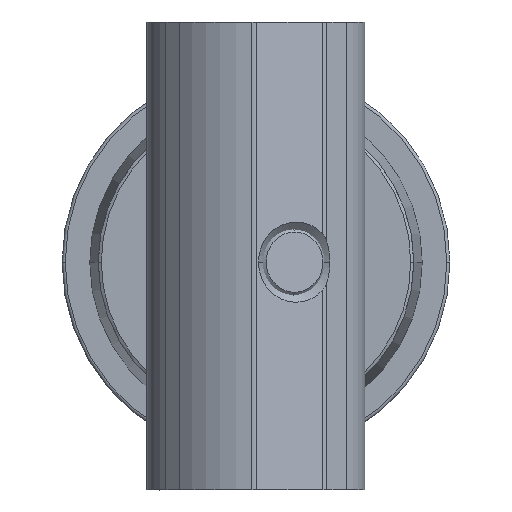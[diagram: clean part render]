
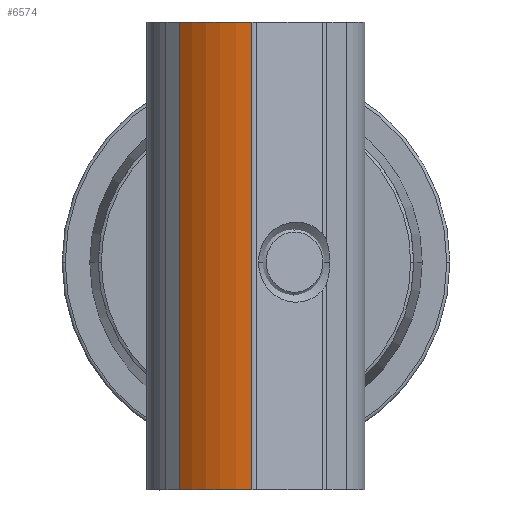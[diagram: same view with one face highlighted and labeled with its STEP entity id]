
A CAD part, front view. The second image highlights one B-rep face of the part: STEP entity #6574.
In plain terms, the highlighted cylindrical face has radius 8.85 mm (diameter 17.7 mm), a partial arc.
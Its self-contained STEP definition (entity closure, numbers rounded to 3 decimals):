
#45 = EDGE_CURVE ( 'NONE', #2313, #2843, #5187, .T. ) ;
#134 = CARTESIAN_POINT ( 'NONE',  ( -0.334, -28.565, 19.5 ) ) ;
#229 = DIRECTION ( 'NONE',  ( 1., 0., 0. ) ) ;
#365 = CYLINDRICAL_SURFACE ( 'NONE', #720, 8.85 ) ;
#423 = CARTESIAN_POINT ( 'NONE',  ( -6.199, -25.982, 19.5 ) ) ;
#596 = AXIS2_PLACEMENT_3D ( 'NONE', #3647, #5626, #2144 ) ;
#667 = CARTESIAN_POINT ( 'NONE',  ( -6.199, -25.982, -18.5 ) ) ;
#720 = AXIS2_PLACEMENT_3D ( 'NONE', #2432, #2395, #3867 ) ;
#733 = EDGE_CURVE ( 'NONE', #4955, #1896, #3353, .T. ) ;
#879 = CARTESIAN_POINT ( 'NONE',  ( -0.334, -28.565, -18.5 ) ) ;
#1309 = ORIENTED_EDGE ( 'NONE', *, *, #2171, .T. ) ;
#1379 = VECTOR ( 'NONE', #3277, 1000. ) ;
#1442 = AXIS2_PLACEMENT_3D ( 'NONE', #5849, #4759, #229 ) ;
#1896 = VERTEX_POINT ( 'NONE', #879 ) ;
#1978 = LINE ( 'NONE', #2979, #5432 ) ;
#2144 = DIRECTION ( 'NONE',  ( 1., 0., 0. ) ) ;
#2171 = EDGE_CURVE ( 'NONE', #1896, #2843, #1978, .T. ) ;
#2313 = VERTEX_POINT ( 'NONE', #423 ) ;
#2395 = DIRECTION ( 'NONE',  ( 0., 0., 1. ) ) ;
#2432 = CARTESIAN_POINT ( 'NONE',  ( 0.059, -19.724, -18.5 ) ) ;
#2843 = VERTEX_POINT ( 'NONE', #134 ) ;
#2979 = CARTESIAN_POINT ( 'NONE',  ( -0.334, -28.565, -18.5 ) ) ;
#3277 = DIRECTION ( 'NONE',  ( 0., 0., 1. ) ) ;
#3353 = CIRCLE ( 'NONE', #1442, 8.85 ) ;
#3573 = DIRECTION ( 'NONE',  ( 0., 0., 1. ) ) ;
#3647 = CARTESIAN_POINT ( 'NONE',  ( 0.059, -19.724, 19.5 ) ) ;
#3867 = DIRECTION ( 'NONE',  ( 1., 0., 0. ) ) ;
#4382 = EDGE_LOOP ( 'NONE', ( #5394, #5807, #4718, #1309 ) ) ;
#4573 = EDGE_CURVE ( 'NONE', #4955, #2313, #4775, .T. ) ;
#4718 = ORIENTED_EDGE ( 'NONE', *, *, #733, .T. ) ;
#4759 = DIRECTION ( 'NONE',  ( 0., 0., 1. ) ) ;
#4775 = LINE ( 'NONE', #6366, #1379 ) ;
#4955 = VERTEX_POINT ( 'NONE', #667 ) ;
#5187 = CIRCLE ( 'NONE', #596, 8.85 ) ;
#5373 = FACE_OUTER_BOUND ( 'NONE', #4382, .T. ) ;
#5394 = ORIENTED_EDGE ( 'NONE', *, *, #45, .F. ) ;
#5432 = VECTOR ( 'NONE', #3573, 1000. ) ;
#5626 = DIRECTION ( 'NONE',  ( 0., 0., 1. ) ) ;
#5807 = ORIENTED_EDGE ( 'NONE', *, *, #4573, .F. ) ;
#5849 = CARTESIAN_POINT ( 'NONE',  ( 0.059, -19.724, -18.5 ) ) ;
#6366 = CARTESIAN_POINT ( 'NONE',  ( -6.199, -25.982, -18.5 ) ) ;
#6574 = ADVANCED_FACE ( 'NONE', ( #5373 ), #365, .T. ) ;
